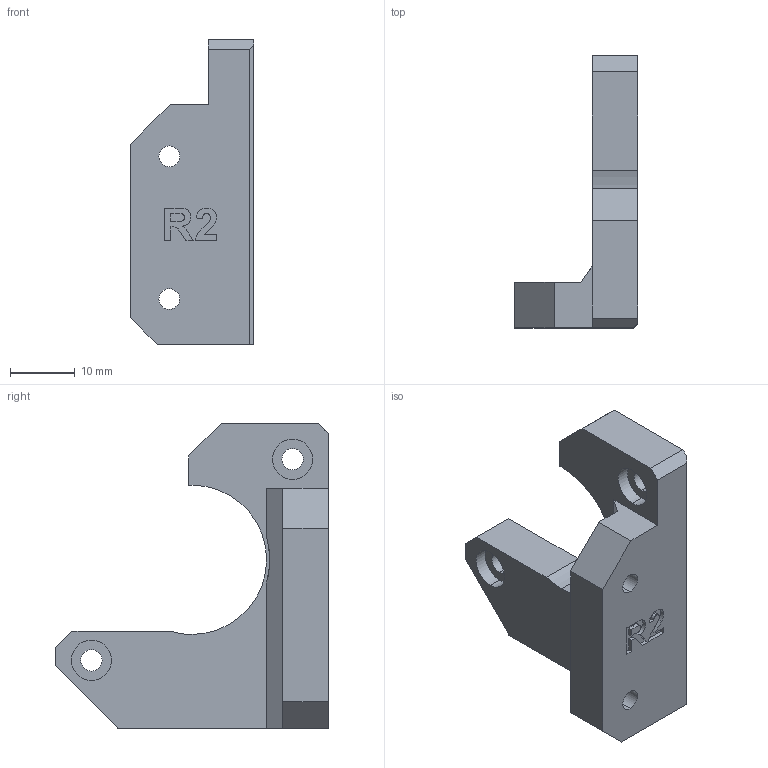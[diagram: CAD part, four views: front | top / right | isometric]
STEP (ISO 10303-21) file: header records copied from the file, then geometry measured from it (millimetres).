
FILE_DESCRIPTION (( 'STEP AP214' ), '1' );
FILE_NAME ('y-motor-holder(R2).STEP', '2018-02-14T15:05:57', ( '' ), ( '' ), 'SwSTEP 2.0', 'SolidWorks 2017', '' );
FILE_SCHEMA (( 'AUTOMOTIVE_DESIGN' ));
Length unit declared in the file: millimetre
Products named in the file (1): y-motor-holder(R2)
Bounding box: 19 x 42 x 47 mm (x, y, z)
Volume: 9863.6 mm3; surface area: 4986.5 mm2
Topology: 4 solids, 4 shells, 116 faces, 291 edges, 190 vertices
Faces by surface type: plane 84, cylinder 16, bspline 16
Entity records: 5240 total; most frequent: CARTESIAN_POINT 1553, ORIENTED_EDGE 582, DIRECTION 491, EDGE_CURVE 291, LINE 227, VECTOR 227, VERTEX_POINT 190, AXIS2_PLACEMENT_3D 132
